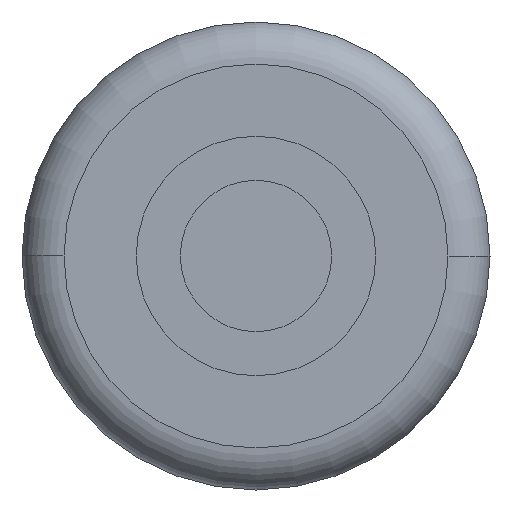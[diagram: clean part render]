
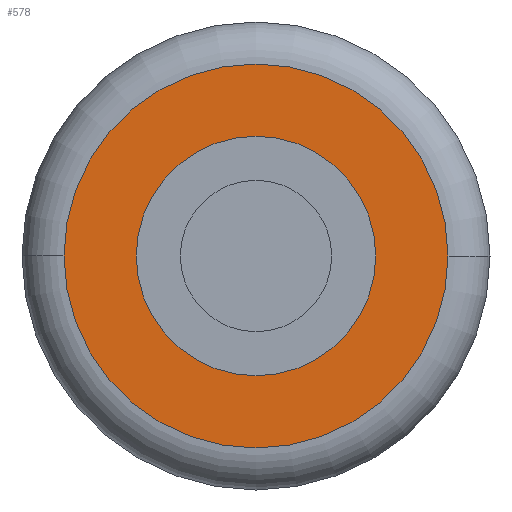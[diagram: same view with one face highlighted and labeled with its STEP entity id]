
A CAD part, front view. The second image highlights one B-rep face of the part: STEP entity #578.
In plain terms, the highlighted face is planar.
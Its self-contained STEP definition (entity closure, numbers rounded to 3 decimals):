
#129=CARTESIAN_POINT('',(0.,10.7,0.));
#130=DIRECTION('',(0.,1.,0.));
#131=DIRECTION('',(1.,0.,0.));
#132=AXIS2_PLACEMENT_3D('',#129,#130,#131);
#145=CARTESIAN_POINT('',(0.,10.7,0.));
#146=DIRECTION('',(0.,1.,0.));
#147=DIRECTION('',(-1.,0.,0.));
#148=AXIS2_PLACEMENT_3D('',#145,#146,#147);
#153=CARTESIAN_POINT('',(0.,10.7,0.));
#154=DIRECTION('',(0.,1.,0.));
#155=DIRECTION('',(1.,0.,0.));
#156=AXIS2_PLACEMENT_3D('',#153,#154,#155);
#161=CARTESIAN_POINT('',(0.,10.7,0.));
#162=DIRECTION('',(0.,1.,0.));
#163=DIRECTION('',(-1.,0.,0.));
#164=AXIS2_PLACEMENT_3D('',#161,#162,#163);
#526=CARTESIAN_POINT('',(-2.85,10.7,0.));
#527=CARTESIAN_POINT('',(2.85,10.7,0.));
#528=VERTEX_POINT('',#526);
#529=VERTEX_POINT('',#527);
#538=CARTESIAN_POINT('',(-4.57,10.7,0.));
#539=CARTESIAN_POINT('',(4.57,10.7,0.));
#540=VERTEX_POINT('',#538);
#541=VERTEX_POINT('',#539);
#562=CARTESIAN_POINT('',(0.,10.7,0.));
#563=DIRECTION('',(0.,1.,0.));
#564=DIRECTION('',(-1.,0.,0.));
#565=AXIS2_PLACEMENT_3D('',#562,#563,#564);
#566=PLANE('',#565);
#568=ORIENTED_EDGE('',*,*,#567,.F.);
#570=ORIENTED_EDGE('',*,*,#569,.F.);
#571=EDGE_LOOP('',(#568,#570));
#572=FACE_OUTER_BOUND('',#571,.F.);
#574=ORIENTED_EDGE('',*,*,#573,.T.);
#575=ORIENTED_EDGE('',*,*,#551,.T.);
#576=EDGE_LOOP('',(#574,#575));
#577=FACE_BOUND('',#576,.F.);
#133=CIRCLE('',#132,2.85);
#149=CIRCLE('',#148,4.57);
#157=CIRCLE('',#156,4.57);
#165=CIRCLE('',#164,2.85);
#551=EDGE_CURVE('',#529,#528,#133,.T.);
#567=EDGE_CURVE('',#540,#541,#149,.T.);
#569=EDGE_CURVE('',#541,#540,#157,.T.);
#573=EDGE_CURVE('',#528,#529,#165,.T.);
#578=ADVANCED_FACE('',(#572,#577),#566,.T.);
